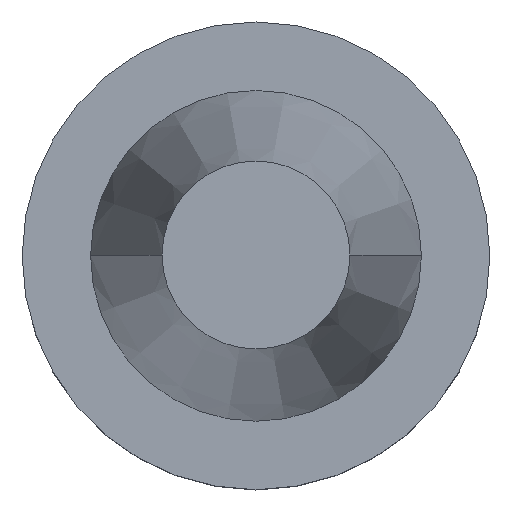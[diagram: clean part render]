
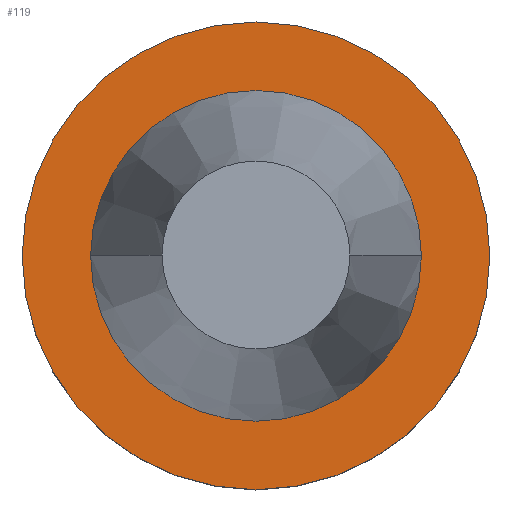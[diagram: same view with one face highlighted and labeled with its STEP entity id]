
A CAD part, top view. The second image highlights one B-rep face of the part: STEP entity #119.
In plain terms, the highlighted planar face has unit normal (0, 0, 1).
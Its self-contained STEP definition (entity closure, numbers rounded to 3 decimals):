
#62=FACE_BOUND('',#196,.T.);
#63=FACE_BOUND('',#197,.T.);
#90=CIRCLE('',#567,50.);
#91=CIRCLE('',#568,35.362);
#92=CIRCLE('',#569,35.362);
#119=ADVANCED_FACE('',(#62,#63),#153,.F.);
#153=PLANE('',#570);
#196=EDGE_LOOP('',(#271));
#197=EDGE_LOOP('',(#272,#273));
#271=ORIENTED_EDGE('',*,*,#425,.T.);
#272=ORIENTED_EDGE('',*,*,#426,.T.);
#273=ORIENTED_EDGE('',*,*,#427,.T.);
#377=VERTEX_POINT('',#839);
#378=VERTEX_POINT('',#841);
#379=VERTEX_POINT('',#842);
#425=EDGE_CURVE('',#377,#377,#90,.T.);
#426=EDGE_CURVE('',#378,#379,#91,.T.);
#427=EDGE_CURVE('',#379,#378,#92,.T.);
#567=AXIS2_PLACEMENT_3D('',#838,#670,#671);
#568=AXIS2_PLACEMENT_3D('',#840,#672,#673);
#569=AXIS2_PLACEMENT_3D('',#843,#674,#675);
#570=AXIS2_PLACEMENT_3D('',#844,#676,#677);
#670=DIRECTION('',(0.,0.,1.));
#671=DIRECTION('',(-1.,0.,0.));
#672=DIRECTION('',(0.,0.,-1.));
#673=DIRECTION('',(-1.,0.,0.));
#674=DIRECTION('',(0.,0.,-1.));
#675=DIRECTION('',(-1.,0.,0.));
#676=DIRECTION('',(0.,0.,-1.));
#677=DIRECTION('',(1.,0.,0.));
#838=CARTESIAN_POINT('',(0.,0.,-3.));
#839=CARTESIAN_POINT('',(-50.,0.,-3.));
#840=CARTESIAN_POINT('',(0.,0.,-3.));
#841=CARTESIAN_POINT('',(-35.362,0.,-3.));
#842=CARTESIAN_POINT('',(35.363,0.,-3.));
#843=CARTESIAN_POINT('',(0.,0.,-3.));
#844=CARTESIAN_POINT('',(0.,35.398,-3.));
